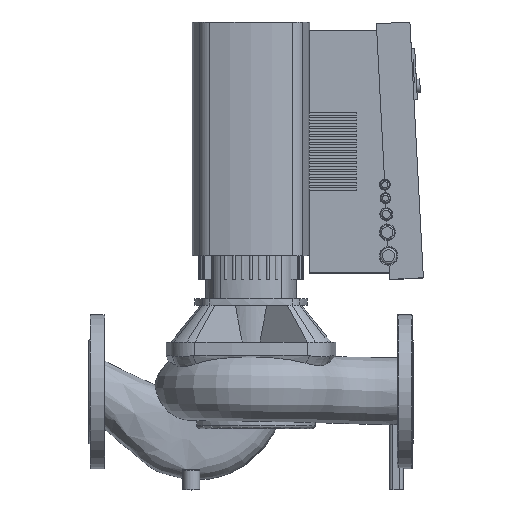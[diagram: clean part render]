
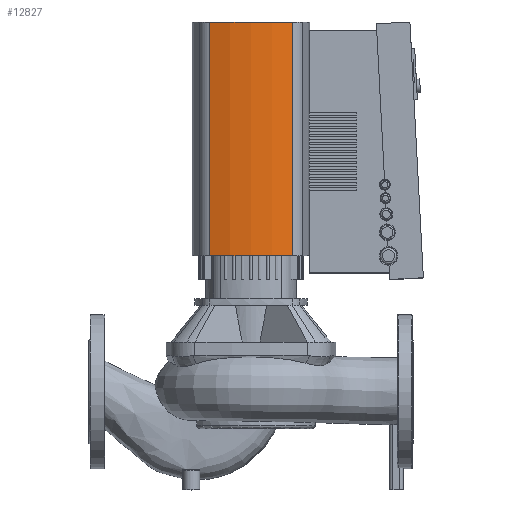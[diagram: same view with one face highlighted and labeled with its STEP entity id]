
A CAD part, top view. The second image highlights one B-rep face of the part: STEP entity #12827.
In plain terms, the highlighted cylindrical face has radius 182.708 mm (diameter 365.416 mm), a partial arc.
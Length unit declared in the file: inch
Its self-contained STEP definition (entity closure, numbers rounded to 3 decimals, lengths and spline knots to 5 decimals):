
#1540=FACE_OUTER_BOUND('',#2299,.T.);
#2299=EDGE_LOOP('',(#11917,#11918,#11919,#11920));
#3502=LINE('',#33418,#4702);
#3504=LINE('',#33426,#4704);
#4702=VECTOR('',#17908,0.3937);
#4704=VECTOR('',#17916,0.3937);
#5220=CIRCLE('',#14327,7.19323);
#5221=CIRCLE('',#14328,7.19323);
#6418=VERTEX_POINT('',#33415);
#6419=VERTEX_POINT('',#33417);
#6421=VERTEX_POINT('',#33423);
#6422=VERTEX_POINT('',#33425);
#8258=EDGE_CURVE('',#6418,#6419,#3502,.T.);
#8261=EDGE_CURVE('',#6418,#6421,#5220,.T.);
#8262=EDGE_CURVE('',#6422,#6421,#3504,.T.);
#8263=EDGE_CURVE('',#6422,#6419,#5221,.T.);
#11917=ORIENTED_EDGE('',*,*,#8258,.F.);
#11918=ORIENTED_EDGE('',*,*,#8261,.T.);
#11919=ORIENTED_EDGE('',*,*,#8262,.F.);
#11920=ORIENTED_EDGE('',*,*,#8263,.T.);
#12124=CYLINDRICAL_SURFACE('',#14326,7.19323);
#12827=ADVANCED_FACE('',(#1540),#12124,.T.);
#14326=AXIS2_PLACEMENT_3D('',#33422,#17912,#17913);
#14327=AXIS2_PLACEMENT_3D('',#33424,#17914,#17915);
#14328=AXIS2_PLACEMENT_3D('',#33427,#17917,#17918);
#17908=DIRECTION('',(0.,1.,0.));
#17912=DIRECTION('center_axis',(0.,-1.,0.));
#17913=DIRECTION('ref_axis',(0.397,0.,0.918));
#17914=DIRECTION('center_axis',(0.,1.,0.));
#17915=DIRECTION('ref_axis',(0.397,0.,0.918));
#17916=DIRECTION('',(0.,-1.,0.));
#17917=DIRECTION('center_axis',(0.,-1.,0.));
#17918=DIRECTION('ref_axis',(0.397,0.,0.918));
#33415=CARTESIAN_POINT('',(7.0716,7.95668,3.02258));
#33417=CARTESIAN_POINT('',(7.0716,21.61807,3.02258));
#33418=CARTESIAN_POINT('',(7.0716,21.61807,3.02258));
#33422=CARTESIAN_POINT('Origin',(9.49998,21.61807,-3.74835));
#33423=CARTESIAN_POINT('',(11.92837,7.95668,3.02258));
#33424=CARTESIAN_POINT('Origin',(9.49998,7.95668,-3.74835));
#33425=CARTESIAN_POINT('',(11.92837,21.61807,3.02258));
#33426=CARTESIAN_POINT('',(11.92837,21.61807,3.02258));
#33427=CARTESIAN_POINT('Origin',(9.49998,21.61807,-3.74835));
